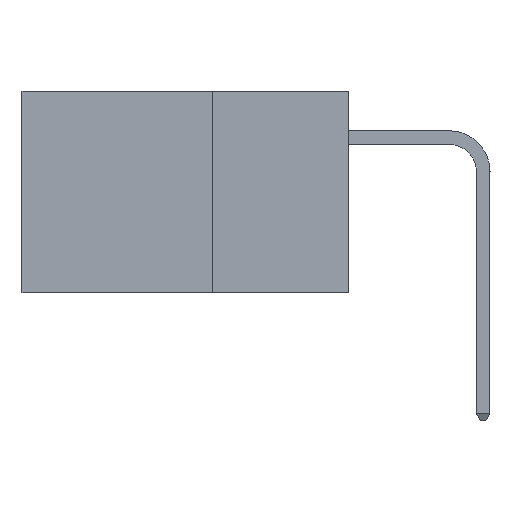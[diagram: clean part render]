
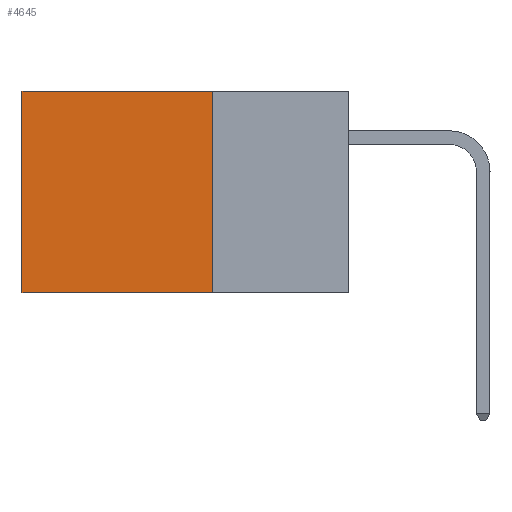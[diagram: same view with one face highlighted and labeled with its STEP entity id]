
A CAD part, left-side view. The second image highlights one B-rep face of the part: STEP entity #4645.
In plain terms, the highlighted planar face has unit normal (-1, 0, 0).
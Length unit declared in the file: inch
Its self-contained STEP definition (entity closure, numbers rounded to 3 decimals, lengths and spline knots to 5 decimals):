
#199 = VECTOR ( 'NONE', #5970, 39.37008 ) ;
#1378 = VERTEX_POINT ( 'NONE', #10615 ) ;
#1788 = EDGE_LOOP ( 'NONE', ( #5862, #7995, #16728, #14530 ) ) ;
#3159 = EDGE_CURVE ( 'NONE', #15010, #8334, #11609, .T. ) ;
#3417 = DIRECTION ( 'NONE',  ( 0., 0., -1. ) ) ;
#3888 = LINE ( 'NONE', #7064, #19119 ) ;
#4503 = VECTOR ( 'NONE', #18964, 39.37008 ) ;
#4645 = ADVANCED_FACE ( 'NONE', ( #5200 ), #13707, .F. ) ;
#5200 = FACE_OUTER_BOUND ( 'NONE', #1788, .T. ) ;
#5862 = ORIENTED_EDGE ( 'NONE', *, *, #17233, .T. ) ;
#5970 = DIRECTION ( 'NONE',  ( 0., 0., -1. ) ) ;
#5976 = CARTESIAN_POINT ( 'NONE',  ( 0.2875, 0.25, 0. ) ) ;
#7064 = CARTESIAN_POINT ( 'NONE',  ( 0.2875, 0.25, -0.37 ) ) ;
#7995 = ORIENTED_EDGE ( 'NONE', *, *, #22850, .F. ) ;
#8334 = VERTEX_POINT ( 'NONE', #24329 ) ;
#9130 = DIRECTION ( 'NONE',  ( 0., 1., 0. ) ) ;
#9951 = CARTESIAN_POINT ( 'NONE',  ( 0.2875, 0.25, 0. ) ) ;
#10009 = CARTESIAN_POINT ( 'NONE',  ( 0.2875, 0.6, 0. ) ) ;
#10615 = CARTESIAN_POINT ( 'NONE',  ( 0.2875, 0.6, -0.37 ) ) ;
#11099 = CARTESIAN_POINT ( 'NONE',  ( 0.2875, 0.6, 0. ) ) ;
#11609 = LINE ( 'NONE', #5976, #199 ) ;
#12005 = DIRECTION ( 'NONE',  ( 0., 0., -1. ) ) ;
#12622 = VECTOR ( 'NONE', #12005, 39.37008 ) ;
#13099 = CARTESIAN_POINT ( 'NONE',  ( 0.2875, 0.25, 0. ) ) ;
#13201 = CARTESIAN_POINT ( 'NONE',  ( 0.2875, 0.25, 0. ) ) ;
#13439 = DIRECTION ( 'NONE',  ( 1., 0., 0. ) ) ;
#13707 = PLANE ( 'NONE',  #22910 ) ;
#14530 = ORIENTED_EDGE ( 'NONE', *, *, #22849, .T. ) ;
#14603 = LINE ( 'NONE', #13099, #4503 ) ;
#15010 = VERTEX_POINT ( 'NONE', #9951 ) ;
#16728 = ORIENTED_EDGE ( 'NONE', *, *, #3159, .F. ) ;
#17233 = EDGE_CURVE ( 'NONE', #22842, #1378, #23507, .T. ) ;
#18964 = DIRECTION ( 'NONE',  ( 0., 1., 0. ) ) ;
#19119 = VECTOR ( 'NONE', #9130, 39.37008 ) ;
#22842 = VERTEX_POINT ( 'NONE', #11099 ) ;
#22849 = EDGE_CURVE ( 'NONE', #15010, #22842, #14603, .T. ) ;
#22850 = EDGE_CURVE ( 'NONE', #8334, #1378, #3888, .T. ) ;
#22910 = AXIS2_PLACEMENT_3D ( 'NONE', #13201, #13439, #3417 ) ;
#23507 = LINE ( 'NONE', #10009, #12622 ) ;
#24329 = CARTESIAN_POINT ( 'NONE',  ( 0.2875, 0.25, -0.37 ) ) ;
